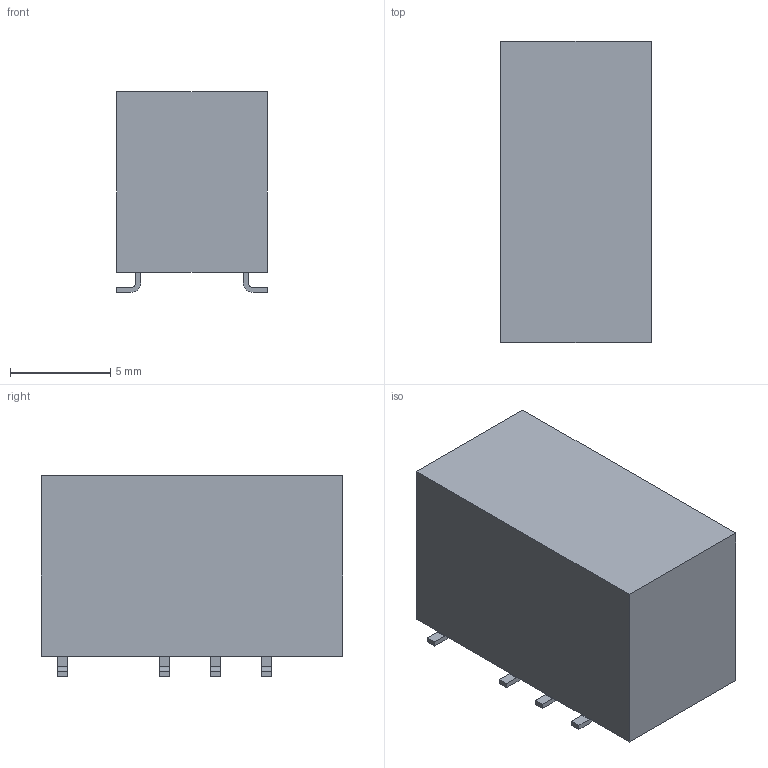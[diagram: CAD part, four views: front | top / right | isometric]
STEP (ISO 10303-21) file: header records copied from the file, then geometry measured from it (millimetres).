
FILE_DESCRIPTION (( 'STEP AP214' ), '1' );
FILE_NAME ('Relay.STEP', '2020-04-02T09:17:25', ( '' ), ( '' ), 'SwSTEP 2.0', 'SolidWorks 2013', '' );
FILE_SCHEMA (( 'AUTOMOTIVE_DESIGN' ));
Length unit declared in the file: millimetre
Products named in the file (3): relay; Relay; relaypin
Assembly tree (9 placements, depth 2):
  Relay
    relay
    relaypin  x8
Bounding box: 7.5 x 15 x 10 mm (x, y, z)
Volume: 1014.8 mm3; surface area: 659.6 mm2
Topology: 9 solids, 9 shells, 86 faces, 204 edges, 136 vertices
Faces by surface type: plane 70, cylinder 16
Entity records: 610 total; most frequent: DIRECTION 96, CARTESIAN_POINT 88, ORIENTED_EDGE 72, EDGE_CURVE 36, LINE 32, AXIS2_PLACEMENT_3D 32, VECTOR 32, VERTEX_POINT 24
